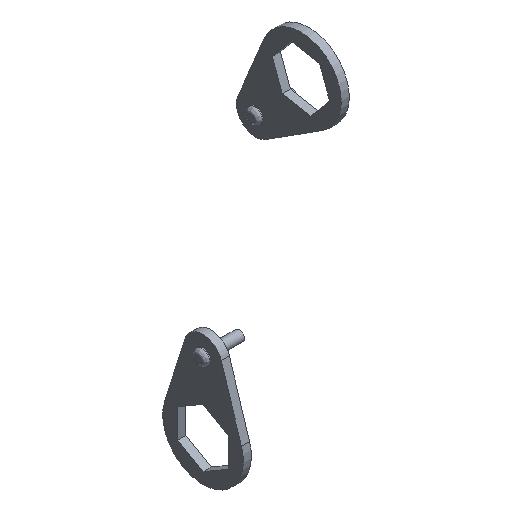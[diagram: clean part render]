
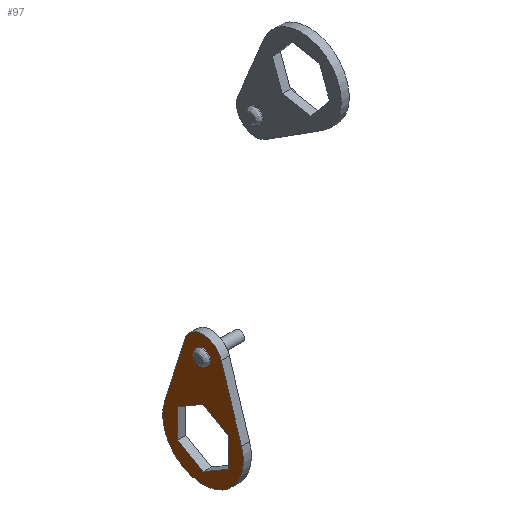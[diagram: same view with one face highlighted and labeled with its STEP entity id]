
A CAD part, isometric view. The second image highlights one B-rep face of the part: STEP entity #97.
In plain terms, the highlighted planar face has unit normal (-1, 0, 0).
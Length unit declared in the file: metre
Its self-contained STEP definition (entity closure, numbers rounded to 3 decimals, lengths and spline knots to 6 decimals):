
#97 = ADVANCED_FACE( '', ( #216, #217, #218 ), #219, .T. );
#216 = FACE_OUTER_BOUND( '', #404, .T. );
#217 = FACE_BOUND( '', #405, .T. );
#218 = FACE_BOUND( '', #406, .T. );
#219 = PLANE( '', #407 );
#404 = EDGE_LOOP( '', ( #614, #615, #616, #617 ) );
#405 = EDGE_LOOP( '', ( #618 ) );
#406 = EDGE_LOOP( '', ( #619, #620, #621, #622, #623, #624 ) );
#407 = AXIS2_PLACEMENT_3D( '', #625, #626, #627 );
#614 = ORIENTED_EDGE( '', *, *, #870, .T. );
#615 = ORIENTED_EDGE( '', *, *, #877, .F. );
#616 = ORIENTED_EDGE( '', *, *, #878, .F. );
#617 = ORIENTED_EDGE( '', *, *, #879, .F. );
#618 = ORIENTED_EDGE( '', *, *, #880, .T. );
#619 = ORIENTED_EDGE( '', *, *, #859, .F. );
#620 = ORIENTED_EDGE( '', *, *, #874, .F. );
#621 = ORIENTED_EDGE( '', *, *, #881, .F. );
#622 = ORIENTED_EDGE( '', *, *, #882, .F. );
#623 = ORIENTED_EDGE( '', *, *, #883, .F. );
#624 = ORIENTED_EDGE( '', *, *, #832, .F. );
#625 = CARTESIAN_POINT( '', ( -0.494444, 1.269416, 0.452768 ) );
#626 = DIRECTION( '', ( -1., 0., 0. ) );
#627 = DIRECTION( '', ( 0., 1., 0. ) );
#832 = EDGE_CURVE( '', #943, #946, #947, .T. );
#859 = EDGE_CURVE( '', #991, #943, #994, .T. );
#870 = EDGE_CURVE( '', #1011, #1009, #1012, .T. );
#874 = EDGE_CURVE( '', #1015, #991, #1018, .T. );
#877 = EDGE_CURVE( '', #1021, #1009, #1022, .T. );
#878 = EDGE_CURVE( '', #1023, #1021, #1024, .T. );
#879 = EDGE_CURVE( '', #1011, #1023, #1025, .T. );
#880 = EDGE_CURVE( '', #1026, #1026, #1027, .T. );
#881 = EDGE_CURVE( '', #1028, #1015, #1029, .T. );
#882 = EDGE_CURVE( '', #1030, #1028, #1031, .T. );
#883 = EDGE_CURVE( '', #946, #1030, #1032, .T. );
#943 = VERTEX_POINT( '', #1109 );
#946 = VERTEX_POINT( '', #1113 );
#947 = LINE( '', #1114, #1115 );
#991 = VERTEX_POINT( '', #1172 );
#994 = LINE( '', #1176, #1177 );
#1009 = VERTEX_POINT( '', #1196 );
#1011 = VERTEX_POINT( '', #1199 );
#1012 = LINE( '', #1200, #1201 );
#1015 = VERTEX_POINT( '', #1205 );
#1018 = LINE( '', #1209, #1210 );
#1021 = VERTEX_POINT( '', #1214 );
#1022 = CIRCLE( '', #1215, 0.012065 );
#1023 = VERTEX_POINT( '', #1216 );
#1024 = LINE( '', #1217, #1218 );
#1025 = CIRCLE( '', #1219, 0.0254 );
#1026 = VERTEX_POINT( '', #1220 );
#1027 = CIRCLE( '', #1221, 0.003175 );
#1028 = VERTEX_POINT( '', #1222 );
#1029 = LINE( '', #1223, #1224 );
#1030 = VERTEX_POINT( '', #1225 );
#1031 = LINE( '', #1226, #1227 );
#1032 = LINE( '', #1228, #1229 );
#1109 = CARTESIAN_POINT( '', ( -0.494444, 1.315245, 0.378645 ) );
#1113 = CARTESIAN_POINT( '', ( -0.494444, 1.33112, 0.369479 ) );
#1114 = CARTESIAN_POINT( '', ( -0.494444, 1.248777, 0.41702 ) );
#1115 = VECTOR( '', #1327, 1. );
#1172 = CARTESIAN_POINT( '', ( -0.494444, 1.29937, 0.369479 ) );
#1176 = CARTESIAN_POINT( '', ( -0.494444, 1.31297, 0.377331 ) );
#1177 = VECTOR( '', #1363, 1. );
#1196 = CARTESIAN_POINT( '', ( -0.494444, 1.303735, 0.408383 ) );
#1199 = CARTESIAN_POINT( '', ( -0.494444, 1.291014, 0.367934 ) );
#1200 = CARTESIAN_POINT( '', ( -0.494444, 1.297375, 0.388159 ) );
#1201 = VECTOR( '', #1375, 1. );
#1205 = CARTESIAN_POINT( '', ( -0.494444, 1.29937, 0.351148 ) );
#1209 = CARTESIAN_POINT( '', ( -0.494444, 1.29937, 0.452768 ) );
#1210 = VECTOR( '', #1378, 1. );
#1214 = CARTESIAN_POINT( '', ( -0.494444, 1.326754, 0.408383 ) );
#1215 = AXIS2_PLACEMENT_3D( '', #1380, #1381, #1382 );
#1216 = CARTESIAN_POINT( '', ( -0.494444, 1.339475, 0.367934 ) );
#1217 = CARTESIAN_POINT( '', ( -0.494444, 1.333114, 0.388159 ) );
#1218 = VECTOR( '', #1383, 1. );
#1219 = AXIS2_PLACEMENT_3D( '', #1384, #1385, #1386 );
#1220 = CARTESIAN_POINT( '', ( -0.494444, 1.315245, 0.401589 ) );
#1221 = AXIS2_PLACEMENT_3D( '', #1387, #1388, #1389 );
#1222 = CARTESIAN_POINT( '', ( -0.494444, 1.315245, 0.341983 ) );
#1223 = CARTESIAN_POINT( '', ( -0.494444, 1.232902, 0.389524 ) );
#1224 = VECTOR( '', #1390, 1. );
#1225 = CARTESIAN_POINT( '', ( -0.494444, 1.33112, 0.351148 ) );
#1226 = CARTESIAN_POINT( '', ( -0.494444, 1.328845, 0.349835 ) );
#1227 = VECTOR( '', #1391, 1. );
#1228 = CARTESIAN_POINT( '', ( -0.494444, 1.33112, 0.452768 ) );
#1229 = VECTOR( '', #1392, 1. );
#1327 = DIRECTION( '', ( 0., 0.866, -0.5 ) );
#1363 = DIRECTION( '', ( 0., 0.866, 0.5 ) );
#1375 = DIRECTION( '', ( 0., 0.3, 0.954 ) );
#1378 = DIRECTION( '', ( 0., 0., 1. ) );
#1380 = CARTESIAN_POINT( '', ( -0.494444, 1.315245, 0.404764 ) );
#1381 = DIRECTION( '', ( 1., 0., 0. ) );
#1382 = DIRECTION( '', ( 0., 0., -1. ) );
#1383 = DIRECTION( '', ( 0., -0.3, 0.954 ) );
#1384 = CARTESIAN_POINT( '', ( -0.494444, 1.315245, 0.360314 ) );
#1385 = DIRECTION( '', ( 1., 0., 0. ) );
#1386 = DIRECTION( '', ( 0., 0., -1. ) );
#1387 = CARTESIAN_POINT( '', ( -0.494444, 1.315245, 0.404764 ) );
#1388 = DIRECTION( '', ( 1., 0., 0. ) );
#1389 = DIRECTION( '', ( 0., 0., -1. ) );
#1390 = DIRECTION( '', ( 0., -0.866, 0.5 ) );
#1391 = DIRECTION( '', ( 0., -0.866, -0.5 ) );
#1392 = DIRECTION( '', ( 0., 0., -1. ) );
